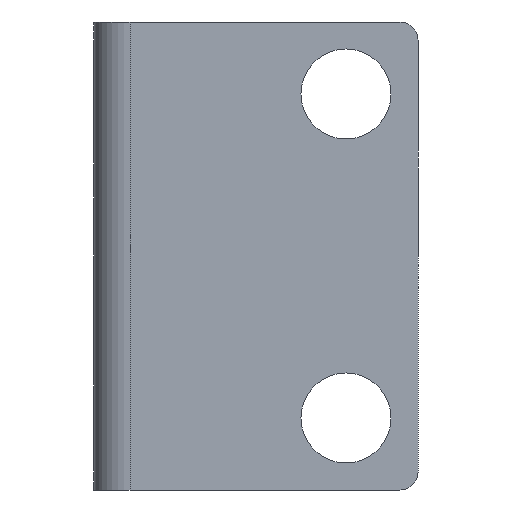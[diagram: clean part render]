
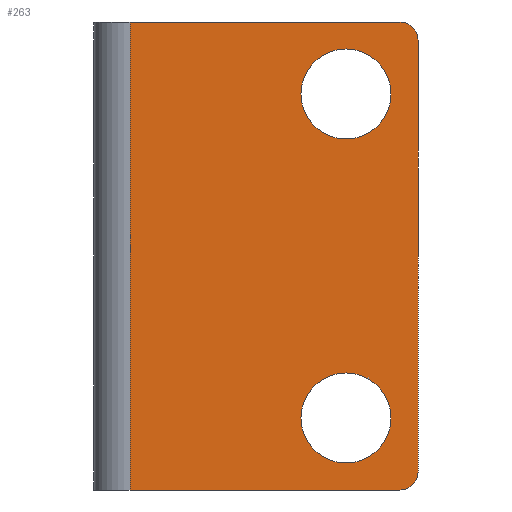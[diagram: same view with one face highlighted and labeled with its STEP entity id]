
A CAD part, front view. The second image highlights one B-rep face of the part: STEP entity #263.
In plain terms, the highlighted planar face has unit normal (0, -1, 0).
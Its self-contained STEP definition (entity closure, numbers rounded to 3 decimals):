
#9 = FACE_OUTER_BOUND ( 'NONE', #120, .T. ) ;
#22 = AXIS2_PLACEMENT_3D ( 'NONE', #422, #95, #805 ) ;
#31 = CIRCLE ( 'NONE', #521, 5. ) ;
#62 = CARTESIAN_POINT ( 'NONE',  ( 34., 0., 26. ) ) ;
#93 = DIRECTION ( 'NONE',  ( 0., -1., 0. ) ) ;
#95 = DIRECTION ( 'NONE',  ( 0., -1., 0. ) ) ;
#113 = LINE ( 'NONE', #428, #659 ) ;
#120 = EDGE_LOOP ( 'NONE', ( #622, #832, #377, #293, #223, #419 ) ) ;
#134 = AXIS2_PLACEMENT_3D ( 'NONE', #214, #222, #489 ) ;
#146 = ORIENTED_EDGE ( 'NONE', *, *, #686, .T. ) ;
#151 = LINE ( 'NONE', #830, #482 ) ;
#160 = VERTEX_POINT ( 'NONE', #509 ) ;
#162 = CARTESIAN_POINT ( 'NONE',  ( 28., 0., -18. ) ) ;
#172 = DIRECTION ( 'NONE',  ( 0., 1., 0. ) ) ;
#175 = CARTESIAN_POINT ( 'NONE',  ( 34., 0., -26. ) ) ;
#196 = ORIENTED_EDGE ( 'NONE', *, *, #308, .T. ) ;
#214 = CARTESIAN_POINT ( 'NONE',  ( 28., 0., 18. ) ) ;
#217 = VERTEX_POINT ( 'NONE', #175 ) ;
#222 = DIRECTION ( 'NONE',  ( 0., 1., 0. ) ) ;
#223 = ORIENTED_EDGE ( 'NONE', *, *, #366, .T. ) ;
#228 = CARTESIAN_POINT ( 'NONE',  ( 23., 0., -18. ) ) ;
#232 = LINE ( 'NONE', #484, #709 ) ;
#250 = PLANE ( 'NONE',  #402 ) ;
#251 = CARTESIAN_POINT ( 'NONE',  ( 28., 0., -18. ) ) ;
#258 = DIRECTION ( 'NONE',  ( 0., 1., 0. ) ) ;
#261 = VERTEX_POINT ( 'NONE', #704 ) ;
#263 = ADVANCED_FACE ( 'NONE', ( #467, #672, #9 ), #250, .T. ) ;
#264 = DIRECTION ( 'NONE',  ( 1., 0., 0. ) ) ;
#272 = CIRCLE ( 'NONE', #831, 2. ) ;
#291 = ORIENTED_EDGE ( 'NONE', *, *, #765, .T. ) ;
#293 = ORIENTED_EDGE ( 'NONE', *, *, #561, .T. ) ;
#302 = LINE ( 'NONE', #649, #502 ) ;
#308 = EDGE_CURVE ( 'NONE', #504, #261, #568, .T. ) ;
#314 = VERTEX_POINT ( 'NONE', #62 ) ;
#363 = EDGE_CURVE ( 'NONE', #603, #217, #302, .T. ) ;
#366 = EDGE_CURVE ( 'NONE', #373, #603, #151, .T. ) ;
#373 = VERTEX_POINT ( 'NONE', #788 ) ;
#377 = ORIENTED_EDGE ( 'NONE', *, *, #811, .T. ) ;
#384 = CIRCLE ( 'NONE', #22, 2. ) ;
#402 = AXIS2_PLACEMENT_3D ( 'NONE', #774, #701, #639 ) ;
#407 = CARTESIAN_POINT ( 'NONE',  ( 4., 0., -26. ) ) ;
#410 = CARTESIAN_POINT ( 'NONE',  ( 34., 0., 24. ) ) ;
#419 = ORIENTED_EDGE ( 'NONE', *, *, #363, .T. ) ;
#422 = CARTESIAN_POINT ( 'NONE',  ( 34., 0., -24. ) ) ;
#428 = CARTESIAN_POINT ( 'NONE',  ( 36., 0., 26. ) ) ;
#436 = VERTEX_POINT ( 'NONE', #723 ) ;
#445 = EDGE_LOOP ( 'NONE', ( #291, #146 ) ) ;
#452 = DIRECTION ( 'NONE',  ( 0., 1., 0. ) ) ;
#467 = FACE_BOUND ( 'NONE', #445, .T. ) ;
#480 = DIRECTION ( 'NONE',  ( 0., 0., -1. ) ) ;
#482 = VECTOR ( 'NONE', #706, 1000. ) ;
#483 = CARTESIAN_POINT ( 'NONE',  ( 33., 0., 18. ) ) ;
#484 = CARTESIAN_POINT ( 'NONE',  ( 36., 0., 0. ) ) ;
#488 = EDGE_CURVE ( 'NONE', #261, #504, #31, .T. ) ;
#489 = DIRECTION ( 'NONE',  ( -1., 0., 0. ) ) ;
#502 = VECTOR ( 'NONE', #264, 1000. ) ;
#504 = VERTEX_POINT ( 'NONE', #228 ) ;
#509 = CARTESIAN_POINT ( 'NONE',  ( 36., 0., 24. ) ) ;
#521 = AXIS2_PLACEMENT_3D ( 'NONE', #162, #172, #749 ) ;
#547 = EDGE_LOOP ( 'NONE', ( #196, #690 ) ) ;
#561 = EDGE_CURVE ( 'NONE', #314, #373, #113, .T. ) ;
#562 = VERTEX_POINT ( 'NONE', #618 ) ;
#568 = CIRCLE ( 'NONE', #804, 5. ) ;
#599 = CIRCLE ( 'NONE', #134, 5. ) ;
#603 = VERTEX_POINT ( 'NONE', #407 ) ;
#618 = CARTESIAN_POINT ( 'NONE',  ( 36., 0., -24. ) ) ;
#622 = ORIENTED_EDGE ( 'NONE', *, *, #725, .T. ) ;
#639 = DIRECTION ( 'NONE',  ( 0., 0., -1. ) ) ;
#641 = DIRECTION ( 'NONE',  ( -1., 0., 0. ) ) ;
#649 = CARTESIAN_POINT ( 'NONE',  ( 36., 0., -26. ) ) ;
#659 = VECTOR ( 'NONE', #752, 1000. ) ;
#669 = DIRECTION ( 'NONE',  ( 0., 0., 1. ) ) ;
#672 = FACE_BOUND ( 'NONE', #547, .T. ) ;
#686 = EDGE_CURVE ( 'NONE', #834, #436, #599, .T. ) ;
#690 = ORIENTED_EDGE ( 'NONE', *, *, #488, .T. ) ;
#692 = EDGE_CURVE ( 'NONE', #562, #160, #232, .T. ) ;
#701 = DIRECTION ( 'NONE',  ( 0., -1., 0. ) ) ;
#704 = CARTESIAN_POINT ( 'NONE',  ( 33., 0., -18. ) ) ;
#705 = DIRECTION ( 'NONE',  ( -1., 0., 0. ) ) ;
#706 = DIRECTION ( 'NONE',  ( 0., 0., -1. ) ) ;
#709 = VECTOR ( 'NONE', #669, 1000. ) ;
#723 = CARTESIAN_POINT ( 'NONE',  ( 23., 0., 18. ) ) ;
#725 = EDGE_CURVE ( 'NONE', #217, #562, #384, .T. ) ;
#749 = DIRECTION ( 'NONE',  ( -1., 0., 0. ) ) ;
#752 = DIRECTION ( 'NONE',  ( -1., 0., 0. ) ) ;
#765 = EDGE_CURVE ( 'NONE', #436, #834, #817, .T. ) ;
#774 = CARTESIAN_POINT ( 'NONE',  ( 36., 0., 0. ) ) ;
#788 = CARTESIAN_POINT ( 'NONE',  ( 4., 0., 26. ) ) ;
#793 = AXIS2_PLACEMENT_3D ( 'NONE', #835, #452, #705 ) ;
#804 = AXIS2_PLACEMENT_3D ( 'NONE', #251, #258, #641 ) ;
#805 = DIRECTION ( 'NONE',  ( 0., 0., 1. ) ) ;
#811 = EDGE_CURVE ( 'NONE', #160, #314, #272, .T. ) ;
#817 = CIRCLE ( 'NONE', #793, 5. ) ;
#830 = CARTESIAN_POINT ( 'NONE',  ( 4., 0., 0. ) ) ;
#831 = AXIS2_PLACEMENT_3D ( 'NONE', #410, #93, #480 ) ;
#832 = ORIENTED_EDGE ( 'NONE', *, *, #692, .T. ) ;
#834 = VERTEX_POINT ( 'NONE', #483 ) ;
#835 = CARTESIAN_POINT ( 'NONE',  ( 28., 0., 18. ) ) ;
